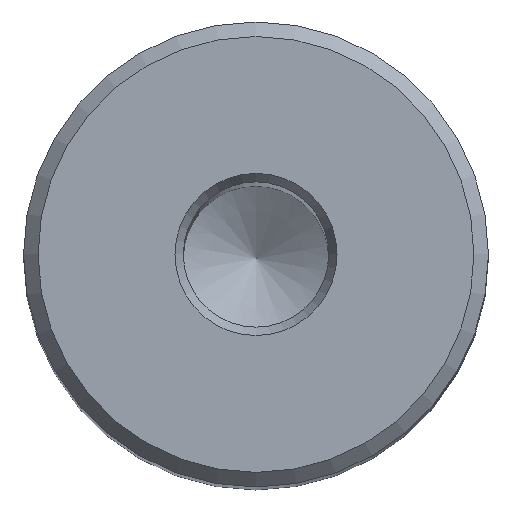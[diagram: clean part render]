
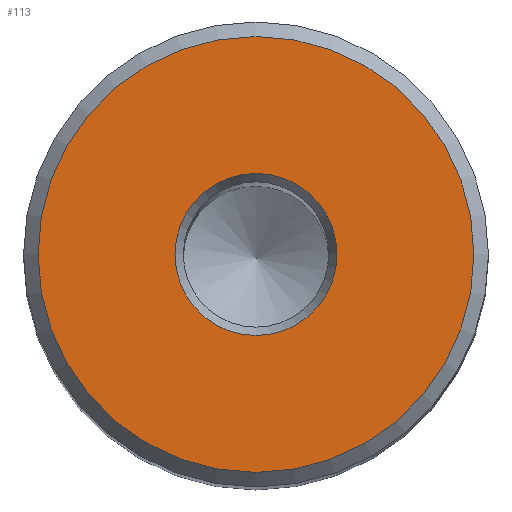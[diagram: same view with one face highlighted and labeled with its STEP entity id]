
A CAD part, top view. The second image highlights one B-rep face of the part: STEP entity #113.
In plain terms, the highlighted planar face has unit normal (0, 0, 1).
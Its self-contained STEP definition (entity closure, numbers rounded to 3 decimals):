
#41=PLANE('',#613);
#113=ADVANCED_FACE('',(#243,#244),#41,.T.);
#243=FACE_BOUND('',#330,.T.);
#244=FACE_BOUND('',#331,.T.);
#330=EDGE_LOOP('',(#416));
#331=EDGE_LOOP('',(#417));
#416=ORIENTED_EDGE('',*,*,#516,.T.);
#417=ORIENTED_EDGE('',*,*,#517,.T.);
#472=VERTEX_POINT('',#1089);
#473=VERTEX_POINT('',#1091);
#516=EDGE_CURVE('',#472,#472,#557,.T.);
#517=EDGE_CURVE('',#473,#473,#558,.T.);
#557=CIRCLE('',#611,5.577);
#558=CIRCLE('',#612,15.);
#611=AXIS2_PLACEMENT_3D('',#1088,#739,#740);
#612=AXIS2_PLACEMENT_3D('',#1090,#741,#742);
#613=AXIS2_PLACEMENT_3D('',#1092,#743,#744);
#739=DIRECTION('',(0.,0.,-1.));
#740=DIRECTION('',(1.,0.,0.));
#741=DIRECTION('',(0.,0.,1.));
#742=DIRECTION('',(1.,0.,0.));
#743=DIRECTION('',(0.,0.,1.));
#744=DIRECTION('',(1.,0.,0.));
#1088=CARTESIAN_POINT('',(0.,0.,0.));
#1089=CARTESIAN_POINT('',(5.577,0.,0.));
#1090=CARTESIAN_POINT('',(0.,0.,0.));
#1091=CARTESIAN_POINT('',(15.,0.,0.));
#1092=CARTESIAN_POINT('',(0.,0.,0.));
